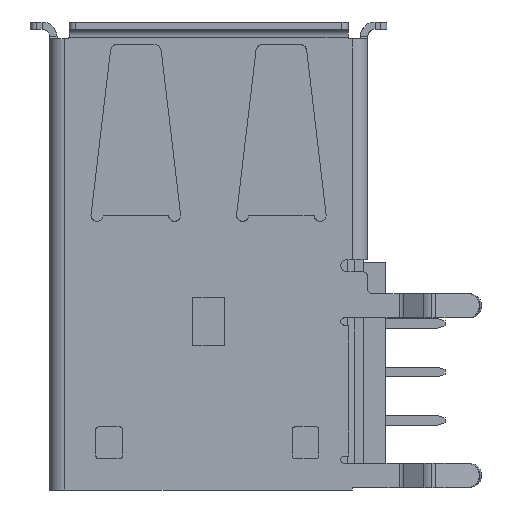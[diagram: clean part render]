
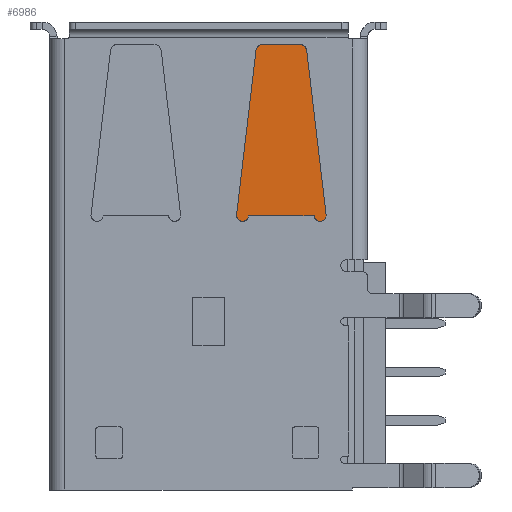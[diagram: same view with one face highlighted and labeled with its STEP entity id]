
A CAD part, front view. The second image highlights one B-rep face of the part: STEP entity #6986.
In plain terms, the highlighted free-form (B-spline) face has degree [1, 1] with [2, 2] control points.
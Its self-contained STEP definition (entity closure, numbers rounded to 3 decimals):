
#498 = VERTEX_POINT ( 'NONE', #8415 ) ;
#687 = VECTOR ( 'NONE', #12326, 1000. ) ;
#800 = B_SPLINE_CURVE_WITH_KNOTS ( 'NONE', 3,
 ( #7392, #9162, #10538, #4353, #4076, #20249, #1134, #13978 ),
 .UNSPECIFIED., .F., .F.,
 ( 4, 1, 1, 1, 1, 4 ),
 ( 0., 0.2, 0.4, 0.6, 0.8, 1. ),
 .UNSPECIFIED. ) ;
#886 = LINE ( 'NONE', #2315, #17463 ) ;
#1125 = CARTESIAN_POINT ( 'NONE',  ( 4.35, -2., 0.9 ) ) ;
#1134 = CARTESIAN_POINT ( 'NONE',  ( 2.222, -2., 7.98 ) ) ;
#1575 = CARTESIAN_POINT ( 'NONE',  ( 3.778, -2., 7.98 ) ) ;
#1712 = CARTESIAN_POINT ( 'NONE',  ( 4.042, -2., 7.745 ) ) ;
#2315 = CARTESIAN_POINT ( 'NONE',  ( 2.252, -2., 7.98 ) ) ;
#2512 = EDGE_LOOP ( 'NONE', ( #16561, #2868, #6340, #8826, #9371, #20650, #11464, #5441 ) ) ;
#2630 = CARTESIAN_POINT ( 'NONE',  ( 4.924, -2., 0.531 ) ) ;
#2691 = CARTESIAN_POINT ( 'NONE',  ( 1.44, -2., 0.677 ) ) ;
#2826 = CARTESIAN_POINT ( 'NONE',  ( 1.646, -2., 0.871 ) ) ;
#2868 = ORIENTED_EDGE ( 'NONE', *, *, #14819, .F. ) ;
#3064 = VERTEX_POINT ( 'NONE', #3087 ) ;
#3087 = CARTESIAN_POINT ( 'NONE',  ( 3.748, -2., 7.98 ) ) ;
#3895 = CARTESIAN_POINT ( 'NONE',  ( 4.783, -2., 0.75 ) ) ;
#3955 = CARTESIAN_POINT ( 'NONE',  ( 1.15, -2., 0.9 ) ) ;
#4076 = CARTESIAN_POINT ( 'NONE',  ( 2.085, -2., 7.934 ) ) ;
#4154 = CARTESIAN_POINT ( 'NONE',  ( 1.283, -2., 0.702 ) ) ;
#4353 = CARTESIAN_POINT ( 'NONE',  ( 2.02, -2., 7.876 ) ) ;
#5021 = CARTESIAN_POINT ( 'NONE',  ( 4.046, -2., 7.715 ) ) ;
#5057 = LINE ( 'NONE', #3955, #16385 ) ;
#5094 = EDGE_CURVE ( 'NONE', #15046, #10409, #6575, .T. ) ;
#5332 = VECTOR ( 'NONE', #11871, 1000. ) ;
#5441 = ORIENTED_EDGE ( 'NONE', *, *, #5553, .F. ) ;
#5449 = CARTESIAN_POINT ( 'NONE',  ( 4.846, -2., 0.871 ) ) ;
#5515 = CARTESIAN_POINT ( 'NONE',  ( 4.354, -2., 0.871 ) ) ;
#5553 = EDGE_CURVE ( 'NONE', #13548, #6721, #5057, .T. ) ;
#5651 = EDGE_CURVE ( 'NONE', #15869, #13548, #7736, .T. ) ;
#5860 = CARTESIAN_POINT ( 'NONE',  ( 4.924, -2., 8.126 ) ) ;
#6340 = ORIENTED_EDGE ( 'NONE', *, *, #10264, .F. ) ;
#6422 = CARTESIAN_POINT ( 'NONE',  ( 3.836, -2., 7.971 ) ) ;
#6575 = LINE ( 'NONE', #5021, #5332 ) ;
#6721 = VERTEX_POINT ( 'NONE', #6724 ) ;
#6724 = CARTESIAN_POINT ( 'NONE',  ( 1.954, -2., 7.715 ) ) ;
#6742 = CARTESIAN_POINT ( 'NONE',  ( 1.15, -2., 0.9 ) ) ;
#6986 = ADVANCED_FACE ( 'NONE', ( #19139 ), #12590, .F. ) ;
#7208 = CARTESIAN_POINT ( 'NONE',  ( 4.831, -2., 0.818 ) ) ;
#7292 = CARTESIAN_POINT ( 'NONE',  ( 4.046, -2., 7.715 ) ) ;
#7353 = CARTESIAN_POINT ( 'NONE',  ( 4.64, -2., 0.677 ) ) ;
#7392 = CARTESIAN_POINT ( 'NONE',  ( 1.954, -2., 7.715 ) ) ;
#7399 = CARTESIAN_POINT ( 'NONE',  ( 1.154, -2., 0.871 ) ) ;
#7417 = CARTESIAN_POINT ( 'NONE',  ( 4.85, -2., 0.9 ) ) ;
#7477 = CARTESIAN_POINT ( 'NONE',  ( 1.65, -2., 0.9 ) ) ;
#7736 = B_SPLINE_CURVE_WITH_KNOTS ( 'NONE', 3,
 ( #7477, #2826, #12210, #13789, #18683, #2691, #20403, #4154, #17031, #9099, #7399, #18613 ),
 .UNSPECIFIED., .F., .F.,
 ( 4, 1, 1, 1, 1, 1, 1, 1, 1, 4 ),
 ( 0., 0.111, 0.222, 0.333, 0.444, 0.556, 0.667, 0.778, 0.889, 1. ),
 .UNSPECIFIED. ) ;
#8118 = CARTESIAN_POINT ( 'NONE',  ( 4.027, -2., 7.802 ) ) ;
#8415 = CARTESIAN_POINT ( 'NONE',  ( 4.35, -2., 0.9 ) ) ;
#8620 = CARTESIAN_POINT ( 'NONE',  ( 4.85, -2., 0.9 ) ) ;
#8826 = ORIENTED_EDGE ( 'NONE', *, *, #5094, .F. ) ;
#9099 = CARTESIAN_POINT ( 'NONE',  ( 1.169, -2., 0.818 ) ) ;
#9162 = CARTESIAN_POINT ( 'NONE',  ( 1.958, -2., 7.745 ) ) ;
#9371 = ORIENTED_EDGE ( 'NONE', *, *, #19392, .F. ) ;
#9575 = EDGE_CURVE ( 'NONE', #6721, #11916, #800, .T. ) ;
#9662 = CARTESIAN_POINT ( 'NONE',  ( 3.98, -2., 7.876 ) ) ;
#10264 = EDGE_CURVE ( 'NONE', #10409, #498, #13712, .T. ) ;
#10293 = CARTESIAN_POINT ( 'NONE',  ( 4.56, -2., 0.677 ) ) ;
#10407 = CARTESIAN_POINT ( 'NONE',  ( 1.65, -2., 0.9 ) ) ;
#10409 = VERTEX_POINT ( 'NONE', #7417 ) ;
#10529 = B_SPLINE_CURVE_WITH_KNOTS ( 'NONE', 3,
 ( #20713, #1575, #6422, #19265, #9662, #8118, #1712, #12863 ),
 .UNSPECIFIED., .F., .F.,
 ( 4, 1, 1, 1, 1, 4 ),
 ( 0., 0.2, 0.4, 0.6, 0.8, 1. ),
 .UNSPECIFIED. ) ;
#10538 = CARTESIAN_POINT ( 'NONE',  ( 1.973, -2., 7.802 ) ) ;
#10567 = CARTESIAN_POINT ( 'NONE',  ( 4.717, -2., 0.702 ) ) ;
#11464 = ORIENTED_EDGE ( 'NONE', *, *, #9575, .F. ) ;
#11871 = DIRECTION ( 'NONE',  ( 0.117, 0., -0.993 ) ) ;
#11916 = VERTEX_POINT ( 'NONE', #17384 ) ;
#12015 = CARTESIAN_POINT ( 'NONE',  ( 4.417, -2., 0.75 ) ) ;
#12210 = CARTESIAN_POINT ( 'NONE',  ( 1.631, -2., 0.818 ) ) ;
#12219 = CARTESIAN_POINT ( 'NONE',  ( 1.076, -2., 0.531 ) ) ;
#12326 = DIRECTION ( 'NONE',  ( -1., 0., 0. ) ) ;
#12590 = B_SPLINE_SURFACE_WITH_KNOTS ( 'NONE', 1, 1, ( 
 ( #12219, #2630 ),
 ( #20128, #5860 ) ),
 .UNSPECIFIED., .F., .F., .F.,
 ( 2, 2 ),
 ( 2, 2 ),
 ( -3.798, 3.798 ),
 ( -1.924, 1.924 ),
 .UNSPECIFIED. ) ;
#12863 = CARTESIAN_POINT ( 'NONE',  ( 4.046, -2., 7.715 ) ) ;
#13438 = DIRECTION ( 'NONE',  ( 0.117, 0., 0.993 ) ) ;
#13548 = VERTEX_POINT ( 'NONE', #6742 ) ;
#13690 = DIRECTION ( 'NONE',  ( 1., 0., 0. ) ) ;
#13712 = B_SPLINE_CURVE_WITH_KNOTS ( 'NONE', 3,
 ( #8620, #5449, #7208, #3895, #10567, #7353, #10293, #18277, #12015, #15364, #5515, #16765 ),
 .UNSPECIFIED., .F., .F.,
 ( 4, 1, 1, 1, 1, 1, 1, 1, 1, 4 ),
 ( 0., 0.111, 0.222, 0.333, 0.444, 0.556, 0.667, 0.778, 0.889, 1. ),
 .UNSPECIFIED. ) ;
#13789 = CARTESIAN_POINT ( 'NONE',  ( 1.583, -2., 0.75 ) ) ;
#13978 = CARTESIAN_POINT ( 'NONE',  ( 2.252, -2., 7.98 ) ) ;
#14756 = LINE ( 'NONE', #1125, #687 ) ;
#14819 = EDGE_CURVE ( 'NONE', #498, #15869, #14756, .T. ) ;
#15046 = VERTEX_POINT ( 'NONE', #7292 ) ;
#15364 = CARTESIAN_POINT ( 'NONE',  ( 4.369, -2., 0.818 ) ) ;
#15869 = VERTEX_POINT ( 'NONE', #10407 ) ;
#16385 = VECTOR ( 'NONE', #13438, 1000. ) ;
#16561 = ORIENTED_EDGE ( 'NONE', *, *, #5651, .F. ) ;
#16765 = CARTESIAN_POINT ( 'NONE',  ( 4.35, -2., 0.9 ) ) ;
#17031 = CARTESIAN_POINT ( 'NONE',  ( 1.217, -2., 0.75 ) ) ;
#17095 = EDGE_CURVE ( 'NONE', #11916, #3064, #886, .T. ) ;
#17384 = CARTESIAN_POINT ( 'NONE',  ( 2.252, -2., 7.98 ) ) ;
#17463 = VECTOR ( 'NONE', #13690, 1000. ) ;
#18277 = CARTESIAN_POINT ( 'NONE',  ( 4.483, -2., 0.702 ) ) ;
#18613 = CARTESIAN_POINT ( 'NONE',  ( 1.15, -2., 0.9 ) ) ;
#18683 = CARTESIAN_POINT ( 'NONE',  ( 1.517, -2., 0.702 ) ) ;
#19139 = FACE_OUTER_BOUND ( 'NONE', #2512, .T. ) ;
#19265 = CARTESIAN_POINT ( 'NONE',  ( 3.915, -2., 7.934 ) ) ;
#19392 = EDGE_CURVE ( 'NONE', #3064, #15046, #10529, .T. ) ;
#20128 = CARTESIAN_POINT ( 'NONE',  ( 1.076, -2., 8.126 ) ) ;
#20249 = CARTESIAN_POINT ( 'NONE',  ( 2.164, -2., 7.971 ) ) ;
#20403 = CARTESIAN_POINT ( 'NONE',  ( 1.36, -2., 0.677 ) ) ;
#20650 = ORIENTED_EDGE ( 'NONE', *, *, #17095, .F. ) ;
#20713 = CARTESIAN_POINT ( 'NONE',  ( 3.748, -2., 7.98 ) ) ;
